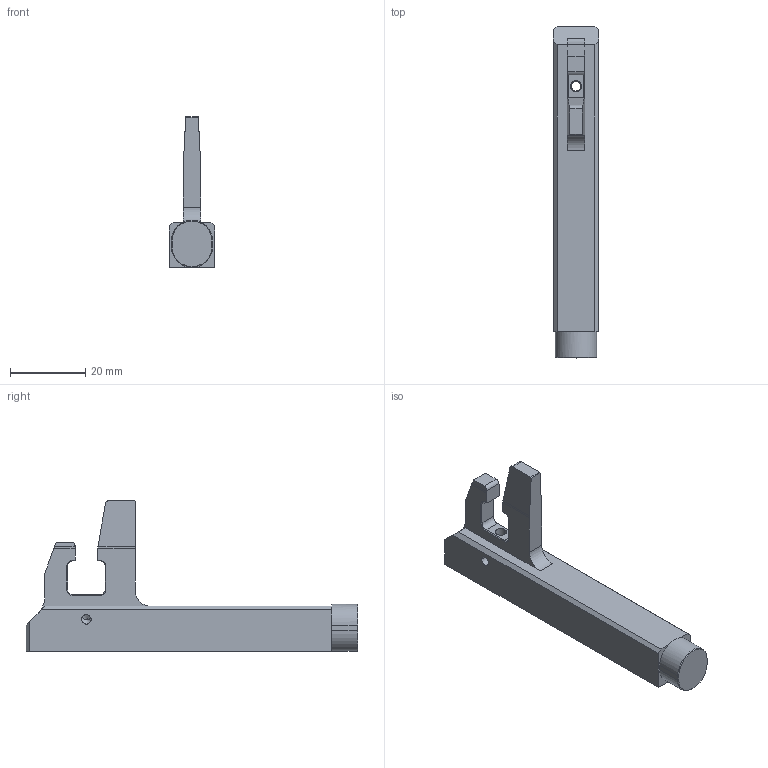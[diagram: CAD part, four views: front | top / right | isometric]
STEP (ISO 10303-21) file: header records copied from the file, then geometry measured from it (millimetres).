
FILE_DESCRIPTION(('Creo Elements/Direct Modeling STEP Export'),'2;1');
FILE_NAME('SMP21004-010_350_Fertigung1.stp','2023-06-23T11:47:53',(''),(''),'PTC Creo Elements/Direct Modeling STEP processor for AP214 (Solid Model)','PTC Creo Elements/Direct Modeling 19.0E 27-Jun-2016 (C) Parametric Technology GmbH','');
FILE_SCHEMA(('AUTOMOTIVE_DESIGN { 1 0 10303 214 1 1 1 1 }'));
Length unit declared in the file: millimetre
Products named in the file (2): Schlittenmitnehmer_kombiniert_Vorfertigung
Assembly tree (1 placements, depth 2):
  Schlittenmitnehmer_kombiniert_Vorfertigung
    Schlittenmitnehmer_kombiniert_Vorfertigung
Bounding box: 12 x 88 x 40 mm (x, y, z)
Volume: 13574.3 mm3; surface area: 5807.6 mm2
Topology: 1 solids, 1 shells, 122 faces, 313 edges, 183 vertices
Faces by surface type: plane 48, cylinder 46, cone 28
Entity records: 3690 total; most frequent: CARTESIAN_POINT 779, ORIENTED_EDGE 594, DIRECTION 552, EDGE_CURVE 297, VECTOR 188, LINE 188, VERTEX_POINT 183, AXIS2_PLACEMENT_3D 182
